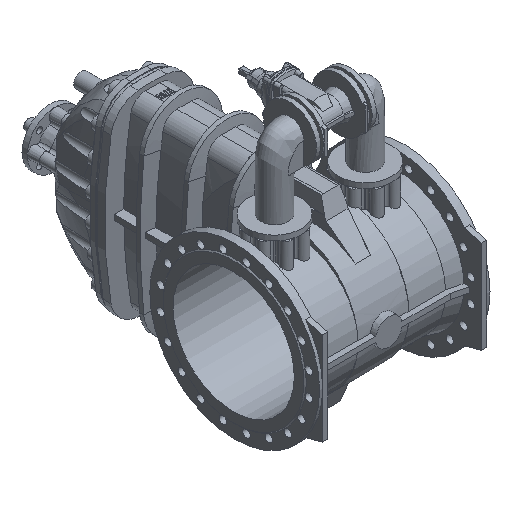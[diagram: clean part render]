
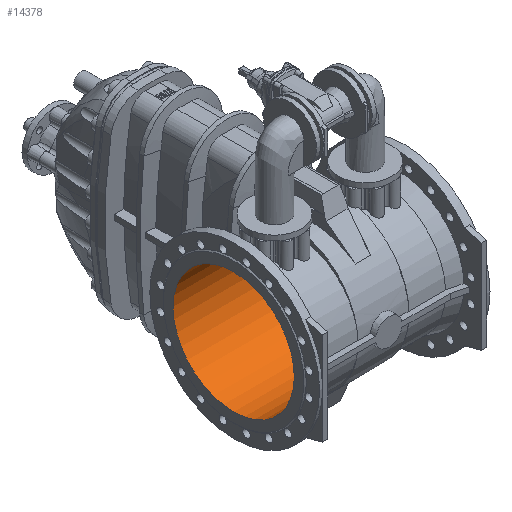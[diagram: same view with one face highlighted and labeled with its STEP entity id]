
A CAD part, isometric view. The second image highlights one B-rep face of the part: STEP entity #14378.
In plain terms, the highlighted cylindrical face has radius 228.5 mm (diameter 457 mm), a full revolution.
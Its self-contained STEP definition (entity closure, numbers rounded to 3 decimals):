
#1957 = ORIENTED_EDGE ( 'NONE', *, *, #36455, .F. ) ;
#1958 = ORIENTED_EDGE ( 'NONE', *, *, #14580, .T. ) ;
#4556 = FACE_OUTER_BOUND ( 'NONE', #32868, .T. ) ;
#4566 = FACE_OUTER_BOUND ( 'NONE', #32811, .T. ) ;
#4569 = CYLINDRICAL_SURFACE ( 'NONE', #27080, 228.5 ) ;
#4841 = CIRCLE ( 'NONE', #27174, 228.5 ) ;
#10726 = CARTESIAN_POINT ( 'NONE',  ( 325., -25., 0. ) ) ;
#10727 = DIRECTION ( 'NONE',  ( 1., 0., 0. ) ) ;
#10728 = DIRECTION ( 'NONE',  ( 0., 0., -1. ) ) ;
#13683 = CIRCLE ( 'NONE', #22956, 228.5 ) ;
#14378 = ADVANCED_FACE ( 'NONE', ( #4556, #4566 ), #4569, .F. ) ;
#14580 = EDGE_CURVE ( 'NONE', #35163, #35163, #4841, .T. ) ;
#17555 = DIRECTION ( 'NONE',  ( 1., 0., 0. ) ) ;
#17560 = DIRECTION ( 'NONE',  ( 0., 0., -1. ) ) ;
#17563 = CARTESIAN_POINT ( 'NONE',  ( -325., -25., 0. ) ) ;
#22956 = AXIS2_PLACEMENT_3D ( 'NONE', #32410, #32411, #32412 ) ;
#27080 = AXIS2_PLACEMENT_3D ( 'NONE', #17563, #17555, #17560 ) ;
#27174 = AXIS2_PLACEMENT_3D ( 'NONE', #10726, #10727, #10728 ) ;
#29679 = CARTESIAN_POINT ( 'NONE',  ( 325., -25., -228.5 ) ) ;
#30235 = CARTESIAN_POINT ( 'NONE',  ( -325., -25., -228.5 ) ) ;
#32410 = CARTESIAN_POINT ( 'NONE',  ( -325., -25., 0. ) ) ;
#32411 = DIRECTION ( 'NONE',  ( 1., 0., 0. ) ) ;
#32412 = DIRECTION ( 'NONE',  ( 0., 0., -1. ) ) ;
#32811 = EDGE_LOOP ( 'NONE', ( #1958 ) ) ;
#32868 = EDGE_LOOP ( 'NONE', ( #1957 ) ) ;
#35163 = VERTEX_POINT ( 'NONE', #29679 ) ;
#35210 = VERTEX_POINT ( 'NONE', #30235 ) ;
#36455 = EDGE_CURVE ( 'NONE', #35210, #35210, #13683, .T. ) ;
